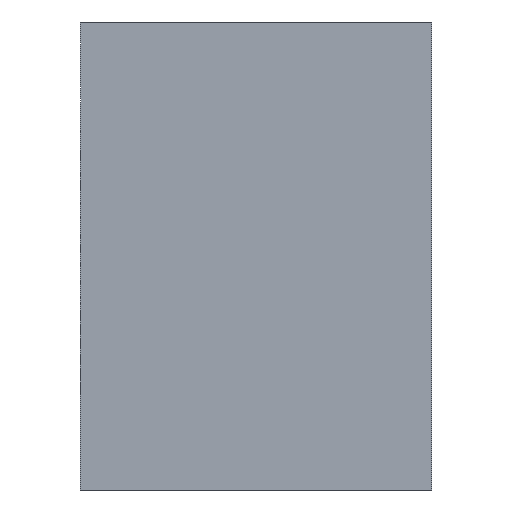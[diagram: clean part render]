
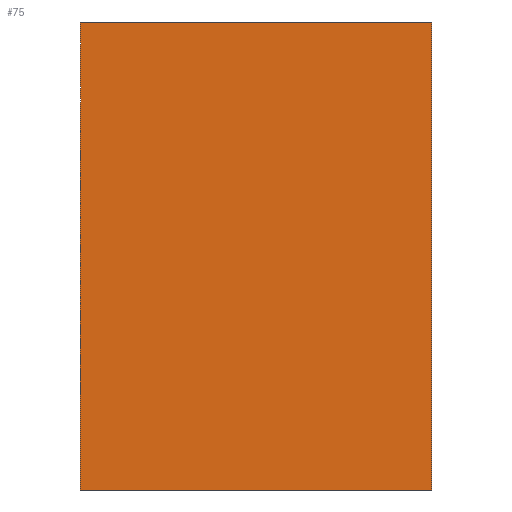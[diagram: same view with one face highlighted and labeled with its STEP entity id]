
A CAD part, left-side view. The second image highlights one B-rep face of the part: STEP entity #75.
In plain terms, the highlighted planar face has unit normal (-1, 0, 0).
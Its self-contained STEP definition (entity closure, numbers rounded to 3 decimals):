
#75 = ADVANCED_FACE( '', ( #86 ), #87, .F. );
#86 = FACE_OUTER_BOUND( '', #108, .T. );
#87 = PLANE( '', #109 );
#108 = EDGE_LOOP( '', ( #130, #131, #132, #133 ) );
#109 = AXIS2_PLACEMENT_3D( '', #134, #135, #136 );
#130 = ORIENTED_EDGE( '', *, *, #208, .T. );
#131 = ORIENTED_EDGE( '', *, *, #209, .F. );
#132 = ORIENTED_EDGE( '', *, *, #210, .F. );
#133 = ORIENTED_EDGE( '', *, *, #211, .T. );
#134 = CARTESIAN_POINT( '', ( -125., -75., 100. ) );
#135 = DIRECTION( '', ( 1., 0., 0. ) );
#136 = DIRECTION( '', ( 0., 0., -1. ) );
#208 = EDGE_CURVE( '', #232, #233, #234, .T. );
#209 = EDGE_CURVE( '', #235, #233, #236, .T. );
#210 = EDGE_CURVE( '', #237, #235, #238, .T. );
#211 = EDGE_CURVE( '', #237, #232, #239, .T. );
#232 = VERTEX_POINT( '', #272 );
#233 = VERTEX_POINT( '', #273 );
#234 = LINE( '', #274, #275 );
#235 = VERTEX_POINT( '', #276 );
#236 = LINE( '', #277, #278 );
#237 = VERTEX_POINT( '', #279 );
#238 = LINE( '', #280, #281 );
#239 = LINE( '', #282, #283 );
#272 = CARTESIAN_POINT( '', ( -125., 75., 100. ) );
#273 = CARTESIAN_POINT( '', ( -125., 75., -100. ) );
#274 = CARTESIAN_POINT( '', ( -125., 75., 100. ) );
#275 = VECTOR( '', #336, 1000. );
#276 = CARTESIAN_POINT( '', ( -125., -75., -100. ) );
#277 = CARTESIAN_POINT( '', ( -125., -75., -100. ) );
#278 = VECTOR( '', #337, 1000. );
#279 = CARTESIAN_POINT( '', ( -125., -75., 100. ) );
#280 = CARTESIAN_POINT( '', ( -125., -75., 100. ) );
#281 = VECTOR( '', #338, 1000. );
#282 = CARTESIAN_POINT( '', ( -125., -75., 100. ) );
#283 = VECTOR( '', #339, 1000. );
#336 = DIRECTION( '', ( 0., 0., -1. ) );
#337 = DIRECTION( '', ( 0., 1., 0. ) );
#338 = DIRECTION( '', ( 0., 0., -1. ) );
#339 = DIRECTION( '', ( 0., 1., 0. ) );
